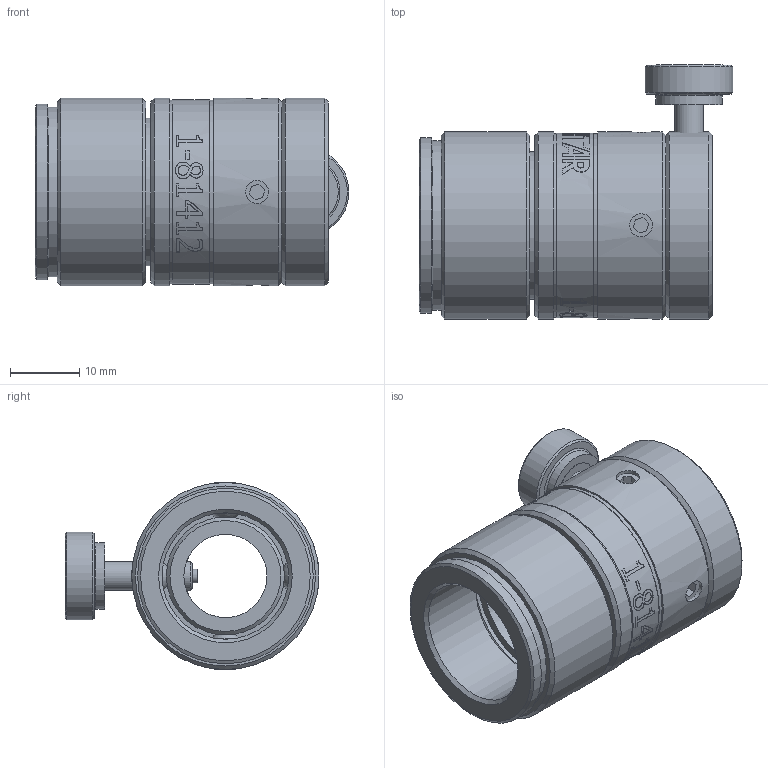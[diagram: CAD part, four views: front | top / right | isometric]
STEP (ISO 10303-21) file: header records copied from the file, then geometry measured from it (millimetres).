
FILE_DESCRIPTION(/* description */ ('RESOLV, ILLUM, 12mm FIBER INPUT'),/* implementation_level */ '2;1');
FILE_NAME(/* name */ 'Jesse''81412_0.stp',/* time_stamp */ '2018-05-22T14:27:45-04:00',/* author */ ('Williamson'),/* organization */ ('NAVITAR'),/* preprocessor_version */ 'ST-DEVELOPER v16.13',/* originating_system */ 'Autodesk Inventor 2018',/* authorisation */ '');
FILE_SCHEMA (('AUTOMOTIVE_DESIGN { 1 0 10303 214 3 1 1 }'));
Length unit declared in the file: inch
Products named in the file (10): 1-81412; 3-80443; 3-80444; 2-7187; 3-7188; 8-7082; 3-4141; 3-80458; 8-7326; 8-80460
Assembly tree (12 placements, depth 3):
  1-81412
    3-80443
    3-80444
    2-7187
      3-7188
      8-7082
      3-4141
    3-80458
    8-7326  x4
    8-80460
Bounding box: 45.34 x 36.7 x 27.05 mm (x, y, z)
Volume: 14048.4 mm3; surface area: 11454.1 mm2
Topology: 17 solids, 17 shells, 303 faces, 754 edges, 494 vertices
Faces by surface type: plane 167, bspline 57, cylinder 48, cone 26, sphere 4, torus 1
Full cylindrical faces by diameter (mm): 1.981 x1, 2.032 x1, 3.302 x5, 3.81 x1, 4.166 x5, 6.807 x1, 6.858 x1, 9.601 x1, 12.014 x1, 12.7 x1, 17.043 x2, 18.288 x1, 19.05 x1, 20.637 x1, 21.366 x1, 21.511 x1, 22.225 x1, 22.37 x1, 24.513 x1, 25.372 x1, 26.543 x1, 26.568 x1, 26.67 x1, 27.051 x4
Entity records: 10519 total; most frequent: CARTESIAN_POINT 4095, ORIENTED_EDGE 1208, DIRECTION 1141, EDGE_CURVE 604, VERTEX_POINT 433, AXIS2_PLACEMENT_3D 425, EDGE_LOOP 393, LINE 291
